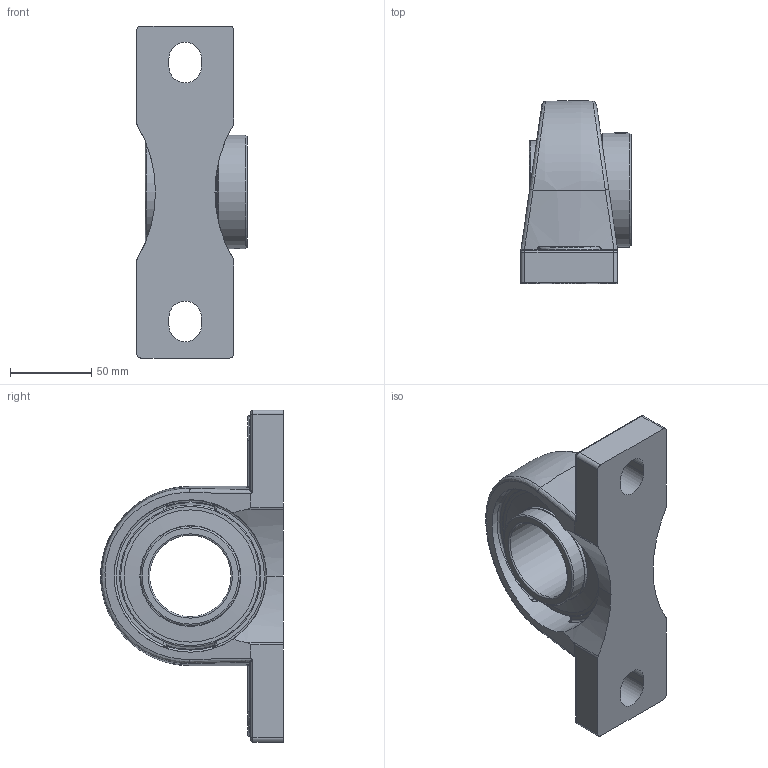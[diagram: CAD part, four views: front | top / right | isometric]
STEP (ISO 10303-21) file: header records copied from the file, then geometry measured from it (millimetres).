
FILE_DESCRIPTION(('HOOPS Exchange Step'),'2;1');
FILE_NAME('export-783E6E85-2E53-4483-9CDD-98B56FA99BB8.stp','2020-05-21T08:49:29-07:00',('dkerr'),('Alibre'),'HOOPS Exchange 2020.0','Alibre','Unknown authorisation');
FILE_SCHEMA( ('AP242_MANAGED_MODEL_BASED_3D_ENGINEERING_MIM_LF {1 0 10303 442 1 1 4 }') );
Length unit declared in the file: inch
Products named in the file (8): MRN SPM 210 L4L; SHC 210 (Ball Bearing); SHC 210 (Shield); SHC 210 (Setscrew); SHC 210 (Collar); SHC 210 L4L (50mm) (Race); MRN SHC 210 L4L (50mm); MRN SHCSPM 210 L4L (50mm)
Assembly tree (7 placements, depth 3):
  MRN SHCSPM 210 L4L (50mm)
    MRN SPM 210 L4L
    MRN SHC 210 L4L (50mm)
      SHC 210 (Ball Bearing)
      SHC 210 (Shield)
      SHC 210 (Setscrew)
      SHC 210 (Collar)
      SHC 210 L4L (50mm) (Race)
Bounding box: 67.85 x 112.33 x 204 mm (x, y, z)
Volume: 422243.6 mm3; surface area: 118232.7 mm2
Topology: 17 solids, 17 shells, 199 faces, 523 edges, 335 vertices
Faces by surface type: cylinder 69, plane 53, torus 26, bspline 22, sphere 17, cone 12
Full cylindrical faces by diameter (mm): 7.925 x1, 7.938 x2, 50 x2, 55.829 x2, 60.96 x4, 61.976 x2, 69.9 x1, 76.2 x2, 81.28 x4, 93.638 x2, 100.1 x1
Entity records: 13250 total; most frequent: CARTESIAN_POINT 8184, DIRECTION 1063, ORIENTED_EDGE 988, EDGE_CURVE 494, AXIS2_PLACEMENT_3D 453, VERTEX_POINT 335, CIRCLE 233, EDGE_LOOP 223
